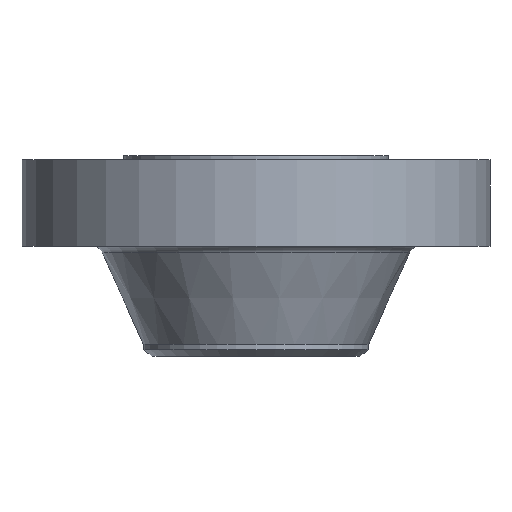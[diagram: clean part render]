
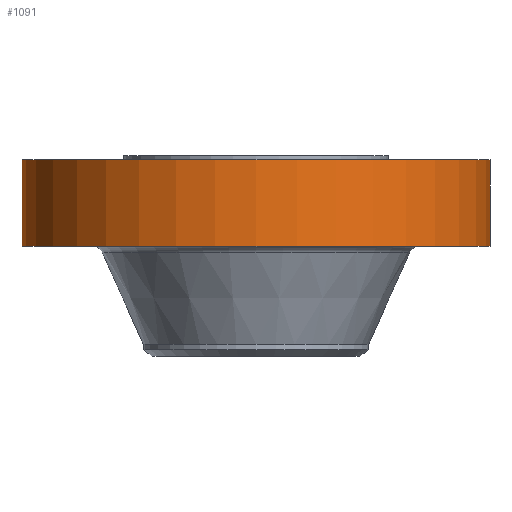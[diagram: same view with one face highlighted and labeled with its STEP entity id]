
A CAD part, front view. The second image highlights one B-rep face of the part: STEP entity #1091.
In plain terms, the highlighted cylindrical face has radius 336.55 mm (diameter 673.1 mm), a partial arc.
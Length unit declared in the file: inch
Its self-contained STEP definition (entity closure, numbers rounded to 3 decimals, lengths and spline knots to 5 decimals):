
#40 = VERTEX_POINT ( 'NONE', #225 ) ;
#128 = AXIS2_PLACEMENT_3D ( 'NONE', #215, #1660, #335 ) ;
#215 = CARTESIAN_POINT ( 'NONE',  ( 0., 0., -5.125 ) ) ;
#218 = DIRECTION ( 'NONE',  ( 1., 0., 0. ) ) ;
#225 = CARTESIAN_POINT ( 'NONE',  ( 13.25, 0., -5.125 ) ) ;
#335 = DIRECTION ( 'NONE',  ( 1., 0., 0. ) ) ;
#414 = CARTESIAN_POINT ( 'NONE',  ( 13.25, 0., -0.25 ) ) ;
#446 = DIRECTION ( 'NONE',  ( 0., 0., 1. ) ) ;
#468 = DIRECTION ( 'NONE',  ( 1., 0., 0. ) ) ;
#507 = VECTOR ( 'NONE', #1093, 39.37008 ) ;
#539 = AXIS2_PLACEMENT_3D ( 'NONE', #1106, #841, #468 ) ;
#581 = ORIENTED_EDGE ( 'NONE', *, *, #1534, .F. ) ;
#595 = CARTESIAN_POINT ( 'NONE',  ( -13.25, 0., 0. ) ) ;
#616 = VECTOR ( 'NONE', #446, 39.37008 ) ;
#681 = AXIS2_PLACEMENT_3D ( 'NONE', #1413, #1697, #218 ) ;
#788 = ORIENTED_EDGE ( 'NONE', *, *, #1705, .T. ) ;
#841 = DIRECTION ( 'NONE',  ( 0., 0., 1. ) ) ;
#964 = FACE_OUTER_BOUND ( 'NONE', #1627, .T. ) ;
#985 = EDGE_CURVE ( 'NONE', #1507, #1469, #1382, .T. ) ;
#1032 = EDGE_CURVE ( 'NONE', #40, #1047, #1622, .T. ) ;
#1047 = VERTEX_POINT ( 'NONE', #414 ) ;
#1091 = ADVANCED_FACE ( 'NONE', ( #964 ), #1645, .T. ) ;
#1093 = DIRECTION ( 'NONE',  ( 0., 0., 1. ) ) ;
#1106 = CARTESIAN_POINT ( 'NONE',  ( 0., 0., 0. ) ) ;
#1128 = ORIENTED_EDGE ( 'NONE', *, *, #985, .F. ) ;
#1177 = CARTESIAN_POINT ( 'NONE',  ( -13.25, 0., -5.125 ) ) ;
#1229 = CIRCLE ( 'NONE', #128, 13.25 ) ;
#1315 = CARTESIAN_POINT ( 'NONE',  ( -13.25, 0., -0.25 ) ) ;
#1382 = LINE ( 'NONE', #595, #616 ) ;
#1389 = ORIENTED_EDGE ( 'NONE', *, *, #1032, .T. ) ;
#1413 = CARTESIAN_POINT ( 'NONE',  ( 0., 0., -0.25 ) ) ;
#1435 = CIRCLE ( 'NONE', #681, 13.25 ) ;
#1469 = VERTEX_POINT ( 'NONE', #1315 ) ;
#1498 = CARTESIAN_POINT ( 'NONE',  ( 13.25, 0., 0. ) ) ;
#1507 = VERTEX_POINT ( 'NONE', #1177 ) ;
#1534 = EDGE_CURVE ( 'NONE', #1469, #1047, #1435, .T. ) ;
#1622 = LINE ( 'NONE', #1498, #507 ) ;
#1627 = EDGE_LOOP ( 'NONE', ( #1128, #788, #1389, #581 ) ) ;
#1645 = CYLINDRICAL_SURFACE ( 'NONE', #539, 13.25 ) ;
#1660 = DIRECTION ( 'NONE',  ( 0., 0., 1. ) ) ;
#1697 = DIRECTION ( 'NONE',  ( 0., 0., 1. ) ) ;
#1705 = EDGE_CURVE ( 'NONE', #1507, #40, #1229, .T. ) ;
